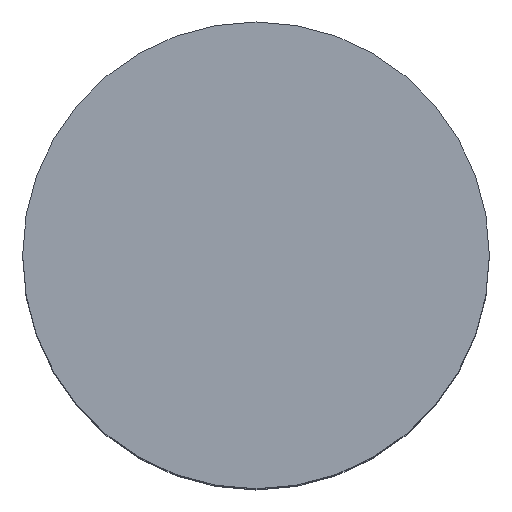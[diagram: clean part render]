
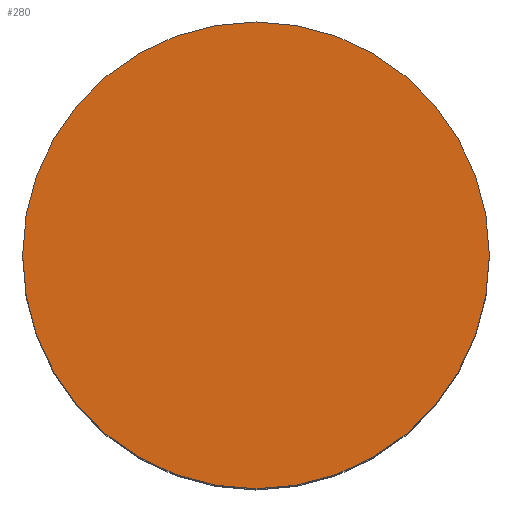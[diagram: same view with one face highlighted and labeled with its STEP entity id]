
A CAD part, top view. The second image highlights one B-rep face of the part: STEP entity #280.
In plain terms, the highlighted planar face has unit normal (0, 0, 1).
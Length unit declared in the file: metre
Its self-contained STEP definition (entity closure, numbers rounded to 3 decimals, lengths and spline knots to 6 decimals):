
#86=ORIENTED_EDGE('',*,*,#158,.T.);
#158=EDGE_CURVE('',#194,#194,#208,.T.);
#194=VERTEX_POINT('',#993);
#208=CIRCLE('',#323,0.0254);
#225=EDGE_LOOP('',(#86));
#250=FACE_BOUND('',#225,.T.);
#268=PLANE('',#324);
#280=ADVANCED_FACE('',(#250),#268,.F.);
#323=AXIS2_PLACEMENT_3D('',#992,#375,#376);
#324=AXIS2_PLACEMENT_3D('',#994,#377,#378);
#375=DIRECTION('',(0.,0.,1.));
#376=DIRECTION('',(1.,0.,0.));
#377=DIRECTION('',(0.,0.,-1.));
#378=DIRECTION('',(-1.,0.,0.));
#992=CARTESIAN_POINT('',(0.,0.,0.0762));
#993=CARTESIAN_POINT('',(0.0254,0.,0.0762));
#994=CARTESIAN_POINT('',(0.0127,0.,0.0762));
